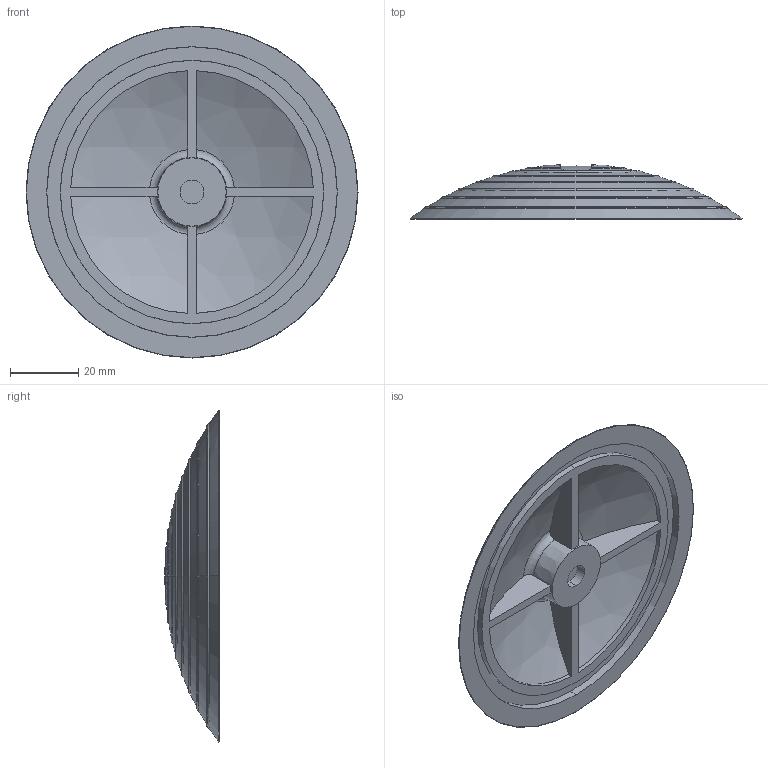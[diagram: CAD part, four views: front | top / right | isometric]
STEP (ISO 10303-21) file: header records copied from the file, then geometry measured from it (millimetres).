
FILE_DESCRIPTION (( 'STEP AP214' ), '1' );
FILE_NAME ('818021d.STEP', '2020-04-24T12:22:40', ( 'Huth' ), ( '' ), 'SwSTEP 2.0', 'SolidWorks 2018', '' );
FILE_SCHEMA (( 'AUTOMOTIVE_DESIGN' ));
Length unit declared in the file: millimetre
Products named in the file (1): 818021d
Bounding box: 97.09 x 15.88 x 97.09 mm (x, y, z)
Volume: 39458.1 mm3; surface area: 19145.9 mm2
Topology: 1 solids, 1 shells, 108 faces, 307 edges, 205 vertices
Faces by surface type: sphere 40, torus 38, plane 15, cylinder 9, cone 6
Entity records: 3979 total; most frequent: CARTESIAN_POINT 999, DIRECTION 711, ORIENTED_EDGE 614, AXIS2_PLACEMENT_3D 345, EDGE_CURVE 307, CIRCLE 236, VERTEX_POINT 205, EDGE_LOOP 112
